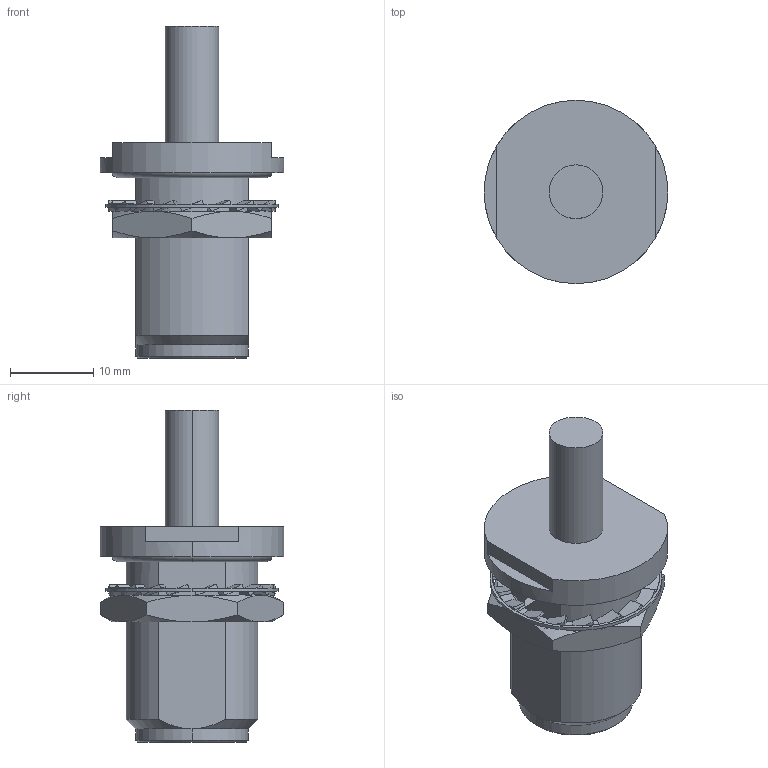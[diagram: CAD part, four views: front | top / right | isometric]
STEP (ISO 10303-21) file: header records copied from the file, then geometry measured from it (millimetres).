
FILE_DESCRIPTION (( 'STEP AP203' ), '1' );
FILE_NAME ('R161.329.200C.STEP', '2015-02-11T14:12:05', ( 'adminradiall' ), ( 'Microsoft' ), 'SwSTEP 2.0', 'SolidWorks 2014', '' );
FILE_SCHEMA (( 'CONFIG_CONTROL_DESIGN' ));
Length unit declared in the file: metre
Products named in the file (1): R161.329.200C
Bounding box: 22 x 22 x 39.82 mm (x, y, z)
Volume: 5732.3 mm3; surface area: 3330.3 mm2
Topology: 2 solids, 2 shells, 202 faces, 551 edges, 360 vertices
Faces by surface type: plane 105, cylinder 53, cone 38, torus 6
Entity records: 6901 total; most frequent: CARTESIAN_POINT 1743, ORIENTED_EDGE 1102, DIRECTION 1027, EDGE_CURVE 551, AXIS2_PLACEMENT_3D 413, VERTEX_POINT 360, EDGE_LOOP 251, CIRCLE 210
